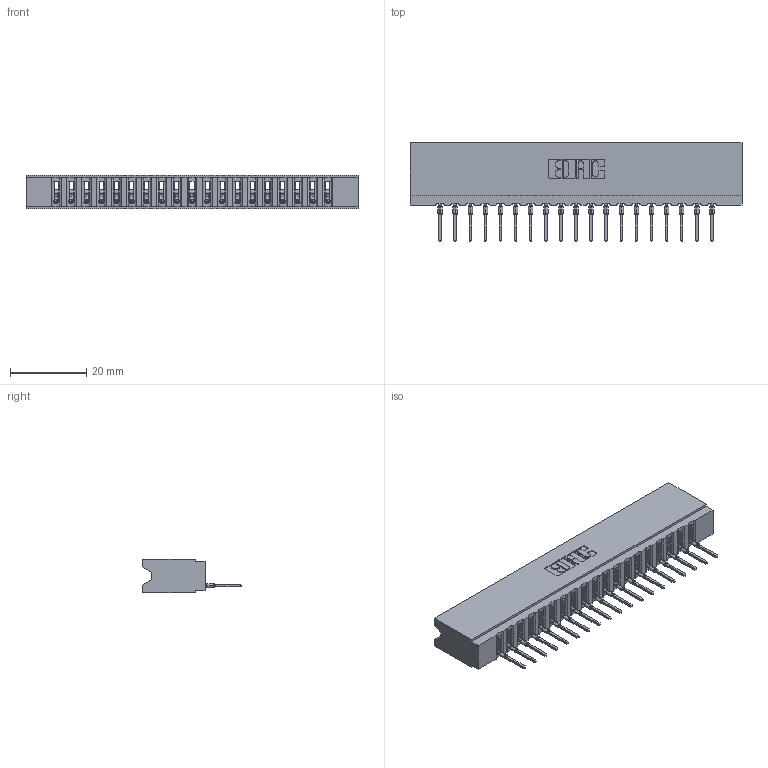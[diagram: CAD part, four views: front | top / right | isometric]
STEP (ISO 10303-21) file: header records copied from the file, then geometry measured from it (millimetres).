
FILE_DESCRIPTION (( 'STEP AP203' ), '1' );
FILE_NAME ('737-019-522-106.STEP', '2020-09-10T20:41:16', ( '' ), ( '' ), 'SwSTEP 2.0', 'SolidWorks 2020', '' );
FILE_SCHEMA (( 'CONFIG_CONTROL_DESIGN' ));
Length unit declared in the file: inch
Products named in the file (3): 737-019-522-106; 737 Part_Insulator Option - 06; 745-292-001_522
Assembly tree (20 placements, depth 2):
  737-019-522-106
    737 Part_Insulator Option - 06
    745-292-001_522  x19
Bounding box: 87.12 x 25.92 x 8.89 mm (x, y, z)
Volume: 8571.1 mm3; surface area: 11146.8 mm2
Topology: 20 solids, 20 shells, 2242 faces, 6166 edges, 3894 vertices
Faces by surface type: plane 1347, cylinder 401, bspline 380, torus 114
Entity records: 35139 total; most frequent: CARTESIAN_POINT 6695, ORIENTED_EDGE 6104, DIRECTION 5310, EDGE_CURVE 3052, LINE 2756, VECTOR 2756, VERTEX_POINT 1950, AXIS2_PLACEMENT_3D 1277
